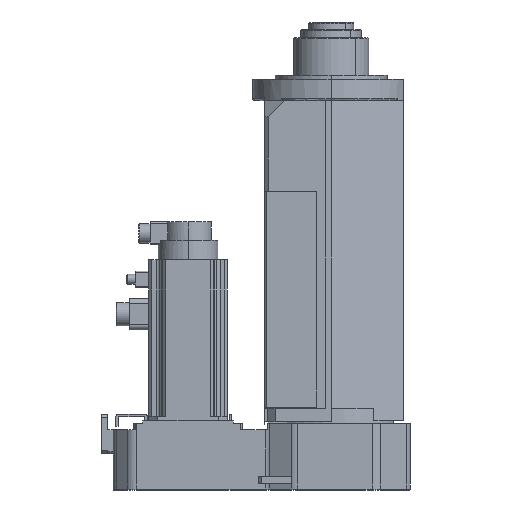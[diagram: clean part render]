
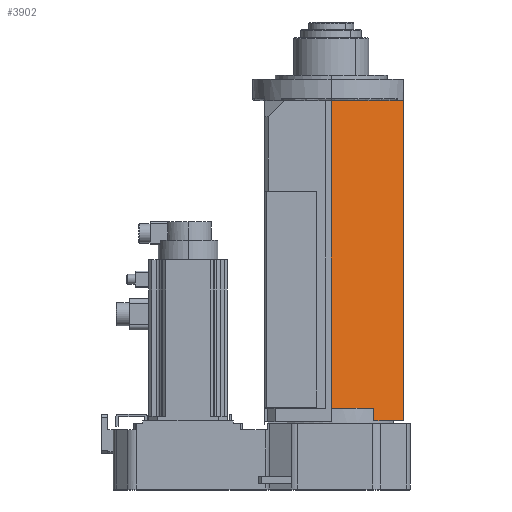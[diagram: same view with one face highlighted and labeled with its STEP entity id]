
A CAD part, left-side view. The second image highlights one B-rep face of the part: STEP entity #3902.
In plain terms, the highlighted planar face has unit normal (-0.94, -0.342, 0).
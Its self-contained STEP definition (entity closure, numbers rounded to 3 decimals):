
#1394 = CARTESIAN_POINT ( 'NONE',  ( -110., 0., 538. ) ) ;
#1476 = DIRECTION ( 'NONE',  ( 0.342, -0.94, 0. ) ) ;
#1477 = VECTOR ( 'NONE', #1476, 1000. ) ;
#1478 = CARTESIAN_POINT ( 'NONE',  ( -110., 0., 538. ) ) ;
#1479 = LINE ( 'NONE', #1478, #1477 ) ;
#1480 = CARTESIAN_POINT ( 'NONE',  ( -66.324, -120., 538. ) ) ;
#1481 = CARTESIAN_POINT ( 'NONE',  ( -70.168, -109.437, 538. ) ) ;
#1482 = DIRECTION ( 'NONE',  ( 0.342, -0.94, 0. ) ) ;
#1483 = VECTOR ( 'NONE', #1482, 1000. ) ;
#1484 = CARTESIAN_POINT ( 'NONE',  ( -110., 0., 538. ) ) ;
#1485 = LINE ( 'NONE', #1484, #1483 ) ;
#1518 = CARTESIAN_POINT ( 'NONE',  ( -71.896, -104.69, 538. ) ) ;
#1534 = B_SPLINE_CURVE_WITH_KNOTS ( 'NONE', 3,
 ( #1608, #1607, #1606, #1605, #1604, #1603, #1602, #1601, #1600, #1599, #1598, #1597, #1596, #1595, #1594, #1593, #1592, #1591 ),
 .UNSPECIFIED., .F., .F.,
 ( 4, 2, 2, 2, 2, 2, 2, 2, 4 ),
 ( 0., 0.002, 0.002, 0.003, 0.004, 0.005, 0.006, 0.006, 0.006 ),
 .UNSPECIFIED. ) ;
#1535 = CARTESIAN_POINT ( 'NONE',  ( -70.168, -109.437, 541. ) ) ;
#1591 = CARTESIAN_POINT ( 'NONE',  ( -70.168, -109.437, 541. ) ) ;
#1592 = CARTESIAN_POINT ( 'NONE',  ( -70.168, -109.437, 540.864 ) ) ;
#1593 = CARTESIAN_POINT ( 'NONE',  ( -70.173, -109.422, 540.73 ) ) ;
#1594 = CARTESIAN_POINT ( 'NONE',  ( -70.194, -109.367, 540.466 ) ) ;
#1595 = CARTESIAN_POINT ( 'NONE',  ( -70.209, -109.326, 540.336 ) ) ;
#1596 = CARTESIAN_POINT ( 'NONE',  ( -70.265, -109.171, 539.968 ) ) ;
#1597 = CARTESIAN_POINT ( 'NONE',  ( -70.319, -109.023, 539.742 ) ) ;
#1598 = CARTESIAN_POINT ( 'NONE',  ( -70.443, -108.681, 539.347 ) ) ;
#1599 = CARTESIAN_POINT ( 'NONE',  ( -70.514, -108.487, 539.174 ) ) ;
#1600 = CARTESIAN_POINT ( 'NONE',  ( -70.667, -108.068, 538.869 ) ) ;
#1601 = CARTESIAN_POINT ( 'NONE',  ( -70.747, -107.847, 538.739 ) ) ;
#1602 = CARTESIAN_POINT ( 'NONE',  ( -70.914, -107.388, 538.514 ) ) ;
#1603 = CARTESIAN_POINT ( 'NONE',  ( -71.001, -107.149, 538.419 ) ) ;
#1604 = CARTESIAN_POINT ( 'NONE',  ( -71.176, -106.669, 538.261 ) ) ;
#1605 = CARTESIAN_POINT ( 'NONE',  ( -71.264, -106.427, 538.198 ) ) ;
#1606 = CARTESIAN_POINT ( 'NONE',  ( -71.531, -105.693, 538.048 ) ) ;
#1607 = CARTESIAN_POINT ( 'NONE',  ( -71.712, -105.196, 538. ) ) ;
#1608 = CARTESIAN_POINT ( 'NONE',  ( -71.896, -104.69, 538. ) ) ;
#2854 = EDGE_CURVE ( 'NONE', #10305, #2855, #11243, .T. ) ;
#2855 = VERTEX_POINT ( 'NONE', #11239 ) ;
#3852 = ORIENTED_EDGE ( 'NONE', *, *, #3853, .T. ) ;
#3853 = EDGE_CURVE ( 'NONE', #10246, #3907, #12720, .T. ) ;
#3854 = VERTEX_POINT ( 'NONE', #12777 ) ;
#3855 = ORIENTED_EDGE ( 'NONE', *, *, #3856, .F. ) ;
#3856 = EDGE_CURVE ( 'NONE', #3854, #3907, #12776, .T. ) ;
#3857 = ORIENTED_EDGE ( 'NONE', *, *, #3858, .F. ) ;
#3858 = EDGE_CURVE ( 'NONE', #3859, #3854, #12772, .T. ) ;
#3859 = VERTEX_POINT ( 'NONE', #12768 ) ;
#3860 = ORIENTED_EDGE ( 'NONE', *, *, #3861, .F. ) ;
#3861 = EDGE_CURVE ( 'NONE', #2855, #3859, #12767, .T. ) ;
#3862 = ORIENTED_EDGE ( 'NONE', *, *, #2854, .F. ) ;
#3863 = ORIENTED_EDGE ( 'NONE', *, *, #10303, .F. ) ;
#3902 = ADVANCED_FACE ( 'NONE', ( #12787 ), #12786, .F. ) ;
#3903 = EDGE_LOOP ( 'NONE', ( #3904, #3905, #3906, #3852, #3855, #3857, #3860, #3862, #3863 ) ) ;
#3904 = ORIENTED_EDGE ( 'NONE', *, *, #4329, .F. ) ;
#3905 = ORIENTED_EDGE ( 'NONE', *, *, #10334, .F. ) ;
#3906 = ORIENTED_EDGE ( 'NONE', *, *, #10308, .F. ) ;
#3907 = VERTEX_POINT ( 'NONE', #12781 ) ;
#4329 = EDGE_CURVE ( 'NONE', #10335, #10304, #5478, .T. ) ;
#5477 = CARTESIAN_POINT ( 'NONE',  ( -70.168, -109.437, 28. ) ) ;
#5478 = LINE ( 'NONE', #5477, #5533 ) ;
#5532 = DIRECTION ( 'NONE',  ( 0., 0., -1. ) ) ;
#5533 = VECTOR ( 'NONE', #5532, 1000. ) ;
#10246 = VERTEX_POINT ( 'NONE', #1394 ) ;
#10303 = EDGE_CURVE ( 'NONE', #10304, #10305, #1485, .T. ) ;
#10304 = VERTEX_POINT ( 'NONE', #1481 ) ;
#10305 = VERTEX_POINT ( 'NONE', #1480 ) ;
#10308 = EDGE_CURVE ( 'NONE', #10246, #10332, #1479, .T. ) ;
#10332 = VERTEX_POINT ( 'NONE', #1518 ) ;
#10334 = EDGE_CURVE ( 'NONE', #10332, #10335, #1534, .T. ) ;
#10335 = VERTEX_POINT ( 'NONE', #1535 ) ;
#11239 = CARTESIAN_POINT ( 'NONE',  ( -66.324, -120., 8. ) ) ;
#11240 = DIRECTION ( 'NONE',  ( 0., 0., -1. ) ) ;
#11241 = VECTOR ( 'NONE', #11240, 1000. ) ;
#11242 = CARTESIAN_POINT ( 'NONE',  ( -66.324, -120., 28. ) ) ;
#11243 = LINE ( 'NONE', #11242, #11241 ) ;
#12717 = DIRECTION ( 'NONE',  ( 0., 0., -1. ) ) ;
#12718 = VECTOR ( 'NONE', #12717, 1000. ) ;
#12719 = CARTESIAN_POINT ( 'NONE',  ( -110., 0., 28. ) ) ;
#12720 = LINE ( 'NONE', #12719, #12718 ) ;
#12764 = DIRECTION ( 'NONE',  ( -0.342, 0.94, 0. ) ) ;
#12765 = VECTOR ( 'NONE', #12764, 1000. ) ;
#12766 = CARTESIAN_POINT ( 'NONE',  ( -66.324, -120., 8. ) ) ;
#12767 = LINE ( 'NONE', #12766, #12765 ) ;
#12768 = CARTESIAN_POINT ( 'NONE',  ( -84.265, -70.707, 8. ) ) ;
#12769 = DIRECTION ( 'NONE',  ( 0., 0., 1. ) ) ;
#12770 = VECTOR ( 'NONE', #12769, 1000. ) ;
#12771 = CARTESIAN_POINT ( 'NONE',  ( -84.265, -70.707, 6. ) ) ;
#12772 = LINE ( 'NONE', #12771, #12770 ) ;
#12773 = DIRECTION ( 'NONE',  ( -0.342, 0.94, 0. ) ) ;
#12774 = VECTOR ( 'NONE', #12773, 1000. ) ;
#12775 = CARTESIAN_POINT ( 'NONE',  ( -84.265, -70.707, 28. ) ) ;
#12776 = LINE ( 'NONE', #12775, #12774 ) ;
#12777 = CARTESIAN_POINT ( 'NONE',  ( -84.265, -70.707, 28. ) ) ;
#12781 = CARTESIAN_POINT ( 'NONE',  ( -110., 0., 28. ) ) ;
#12782 = DIRECTION ( 'NONE',  ( -0.342, 0.94, 0. ) ) ;
#12783 = DIRECTION ( 'NONE',  ( 0.94, 0.342, 0. ) ) ;
#12784 = CARTESIAN_POINT ( 'NONE',  ( -110., 0., 28. ) ) ;
#12785 = AXIS2_PLACEMENT_3D ( 'NONE', #12784, #12783, #12782 ) ;
#12786 = PLANE ( 'NONE',  #12785 ) ;
#12787 = FACE_OUTER_BOUND ( 'NONE', #3903, .T. ) ;
